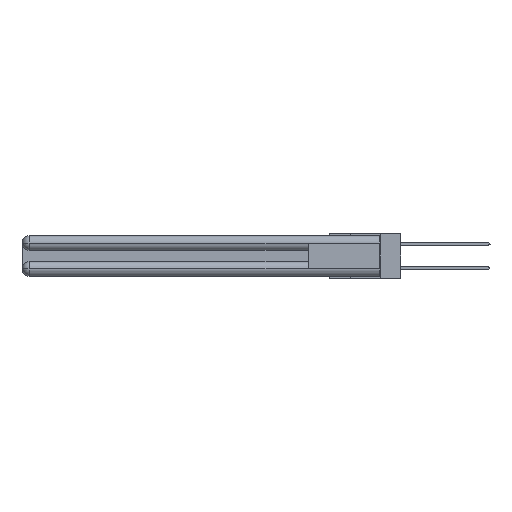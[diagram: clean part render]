
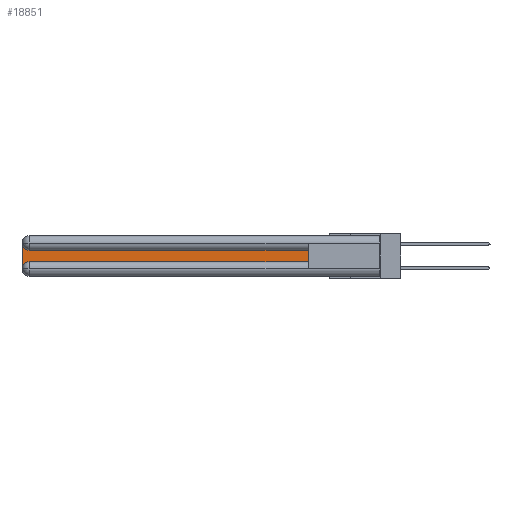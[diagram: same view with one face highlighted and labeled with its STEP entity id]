
A CAD part, left-side view. The second image highlights one B-rep face of the part: STEP entity #18851.
In plain terms, the highlighted planar face has unit normal (-1, 0, 0).
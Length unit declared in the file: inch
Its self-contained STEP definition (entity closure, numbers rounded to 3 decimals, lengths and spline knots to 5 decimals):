
#8 = DIRECTION ( 'NONE',  ( 1., 0., 0. ) ) ;
#151 = EDGE_CURVE ( 'NONE', #6630, #28593, #1128, .T. ) ;
#324 = CARTESIAN_POINT ( 'NONE',  ( 0.075, 2.94, -0.2175 ) ) ;
#694 = LINE ( 'NONE', #6873, #11101 ) ;
#1128 = CIRCLE ( 'NONE', #25058, 0.06 ) ;
#1412 = LINE ( 'NONE', #32982, #1856 ) ;
#1856 = VECTOR ( 'NONE', #2486, 39.37008 ) ;
#2486 = DIRECTION ( 'NONE',  ( 0., -1., 0. ) ) ;
#2870 = CIRCLE ( 'NONE', #11540, 0.06 ) ;
#3824 = CARTESIAN_POINT ( 'NONE',  ( 0.075, 2.94, -0.1225 ) ) ;
#6630 = VERTEX_POINT ( 'NONE', #3824 ) ;
#6873 = CARTESIAN_POINT ( 'NONE',  ( 0.075, 0.6, -0.2175 ) ) ;
#7240 = DIRECTION ( 'NONE',  ( 0., 0., 1. ) ) ;
#7263 = CARTESIAN_POINT ( 'NONE',  ( 0.075, 3., -0.2175 ) ) ;
#7564 = VECTOR ( 'NONE', #18791, 39.37008 ) ;
#9903 = VERTEX_POINT ( 'NONE', #18010 ) ;
#10440 = CARTESIAN_POINT ( 'NONE',  ( 0.075, 3., -0.0625 ) ) ;
#11101 = VECTOR ( 'NONE', #7240, 39.37008 ) ;
#11540 = AXIS2_PLACEMENT_3D ( 'NONE', #29427, #35045, #12694 ) ;
#12197 = CARTESIAN_POINT ( 'NONE',  ( 0.075, 3., -0.1225 ) ) ;
#12694 = DIRECTION ( 'NONE',  ( 0., 0., -1. ) ) ;
#13037 = EDGE_CURVE ( 'NONE', #28593, #9903, #20200, .T. ) ;
#15707 = VERTEX_POINT ( 'NONE', #30398 ) ;
#16492 = ORIENTED_EDGE ( 'NONE', *, *, #36013, .T. ) ;
#16524 = DIRECTION ( 'NONE',  ( 0., 0., -1. ) ) ;
#17433 = VECTOR ( 'NONE', #20086, 39.37008 ) ;
#18010 = CARTESIAN_POINT ( 'NONE',  ( 0.075, 3., -0.2775 ) ) ;
#18039 = VERTEX_POINT ( 'NONE', #324 ) ;
#18791 = DIRECTION ( 'NONE',  ( 0., 0., -1. ) ) ;
#18851 = ADVANCED_FACE ( 'NONE', ( #31138 ), #28927, .F. ) ;
#19574 = CARTESIAN_POINT ( 'NONE',  ( 0.075, 2.94, -0.0625 ) ) ;
#19990 = EDGE_CURVE ( 'NONE', #15707, #6630, #31780, .T. ) ;
#20086 = DIRECTION ( 'NONE',  ( 0., 1., 0. ) ) ;
#20200 = LINE ( 'NONE', #7263, #7564 ) ;
#20582 = CARTESIAN_POINT ( 'NONE',  ( 0.075, 0.6, -0.2175 ) ) ;
#21841 = ORIENTED_EDGE ( 'NONE', *, *, #13037, .T. ) ;
#23630 = ORIENTED_EDGE ( 'NONE', *, *, #23707, .T. ) ;
#23707 = EDGE_CURVE ( 'NONE', #9903, #18039, #2870, .T. ) ;
#24570 = ORIENTED_EDGE ( 'NONE', *, *, #19990, .T. ) ;
#25058 = AXIS2_PLACEMENT_3D ( 'NONE', #19574, #8, #16524 ) ;
#28593 = VERTEX_POINT ( 'NONE', #10440 ) ;
#28927 = PLANE ( 'NONE',  #34269 ) ;
#29427 = CARTESIAN_POINT ( 'NONE',  ( 0.075, 2.94, -0.2775 ) ) ;
#30398 = CARTESIAN_POINT ( 'NONE',  ( 0.075, 0.6, -0.1225 ) ) ;
#30637 = EDGE_CURVE ( 'NONE', #31283, #15707, #694, .T. ) ;
#31138 = FACE_OUTER_BOUND ( 'NONE', #33842, .T. ) ;
#31283 = VERTEX_POINT ( 'NONE', #20582 ) ;
#31343 = CARTESIAN_POINT ( 'NONE',  ( 0.075, 0.6, -0.1225 ) ) ;
#31354 = DIRECTION ( 'NONE',  ( 1., 0., 0. ) ) ;
#31596 = DIRECTION ( 'NONE',  ( 0., 0., -1. ) ) ;
#31780 = LINE ( 'NONE', #31343, #17433 ) ;
#31969 = ORIENTED_EDGE ( 'NONE', *, *, #151, .T. ) ;
#32097 = ORIENTED_EDGE ( 'NONE', *, *, #30637, .T. ) ;
#32982 = CARTESIAN_POINT ( 'NONE',  ( 0.075, 0.6, -0.2175 ) ) ;
#33842 = EDGE_LOOP ( 'NONE', ( #24570, #31969, #21841, #23630, #16492, #32097 ) ) ;
#34269 = AXIS2_PLACEMENT_3D ( 'NONE', #12197, #31354, #31596 ) ;
#35045 = DIRECTION ( 'NONE',  ( 1., 0., 0. ) ) ;
#36013 = EDGE_CURVE ( 'NONE', #18039, #31283, #1412, .T. ) ;
